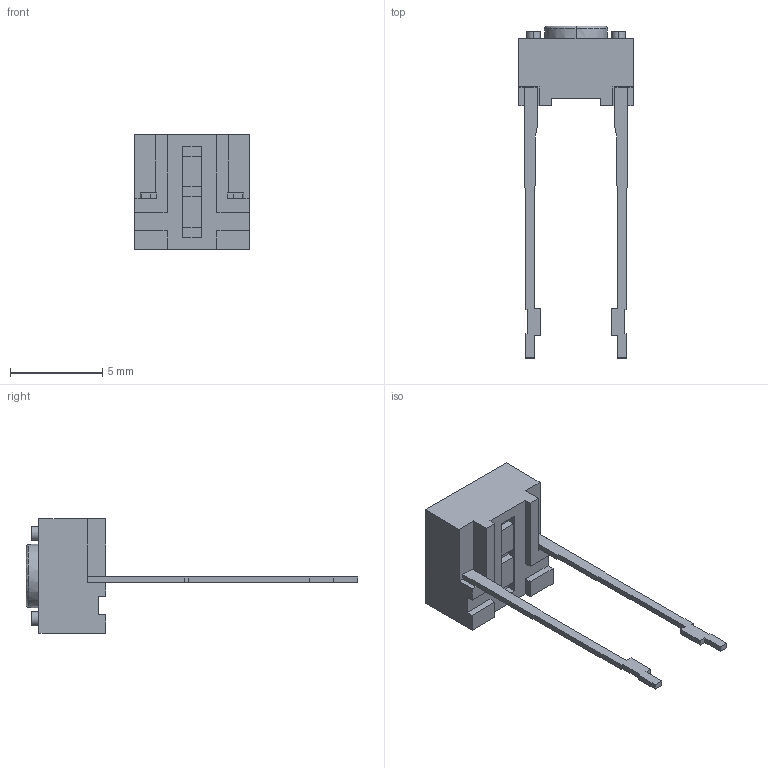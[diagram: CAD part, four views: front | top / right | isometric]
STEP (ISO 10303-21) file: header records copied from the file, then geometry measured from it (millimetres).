
FILE_DESCRIPTION (( 'STEP AP214' ), '1' );
FILE_NAME ('TL59NF160Q.STEP', '2023-03-07T06:55:19', ( '' ), ( '' ), 'SwSTEP 2.0', 'SolidWorks 2017', '' );
FILE_SCHEMA (( 'AUTOMOTIVE_DESIGN' ));
Length unit declared in the file: millimetre
Products named in the file (2): TL59NF160Q; TL59NF160Q_TL59NF160Q
Assembly tree (1 placements, depth 2):
  TL59NF160Q
    TL59NF160Q_TL59NF160Q
Bounding box: 6.2 x 17.95 x 6.2 mm (x, y, z)
Volume: 112.4 mm3; surface area: 396.6 mm2
Topology: 1 solids, 1 shells, 201 faces, 535 edges, 348 vertices
Faces by surface type: plane 128, cylinder 58, bspline 8, cone 5, torus 2
Entity records: 6360 total; most frequent: CARTESIAN_POINT 1363, ORIENTED_EDGE 1070, DIRECTION 969, EDGE_CURVE 535, LINE 397, VECTOR 397, VERTEX_POINT 348, AXIS2_PLACEMENT_3D 286
